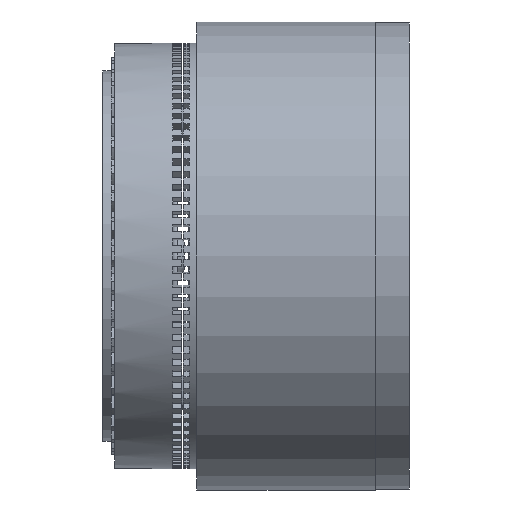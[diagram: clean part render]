
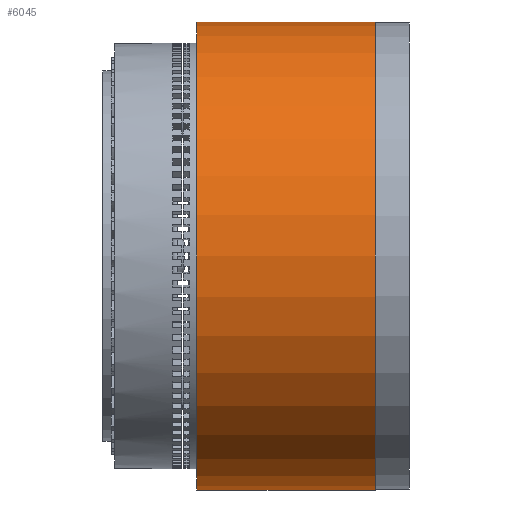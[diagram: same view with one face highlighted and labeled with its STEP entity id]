
A CAD part, front view. The second image highlights one B-rep face of the part: STEP entity #6045.
In plain terms, the highlighted cylindrical face has radius 40.132 mm (diameter 80.264 mm), a partial arc.
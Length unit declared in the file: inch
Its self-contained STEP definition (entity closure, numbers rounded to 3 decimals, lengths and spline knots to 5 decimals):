
#2110 = CARTESIAN_POINT ( 'NONE',  ( 1.206, 0., -1.58 ) ) ;
#3558 = CARTESIAN_POINT ( 'NONE',  ( -0.13433, 0., 1.58 ) ) ;
#3611 = DIRECTION ( 'NONE',  ( -1., 0., 0. ) ) ;
#4173 = DIRECTION ( 'NONE',  ( -1., 0., 0. ) ) ;
#4947 = CARTESIAN_POINT ( 'NONE',  ( -0.13433, 0., -1.58 ) ) ;
#5513 = VERTEX_POINT ( 'NONE', #2110 ) ;
#6045 = ADVANCED_FACE ( 'NONE', ( #17050 ), #15641, .T. ) ;
#7932 = DIRECTION ( 'NONE',  ( 0., 0., 1. ) ) ;
#8252 = DIRECTION ( 'NONE',  ( -1., 0., 0. ) ) ;
#8370 = DIRECTION ( 'NONE',  ( 0., 0., 1. ) ) ;
#8675 = VERTEX_POINT ( 'NONE', #26578 ) ;
#8841 = DIRECTION ( 'NONE',  ( -1., 0., 0. ) ) ;
#9085 = CARTESIAN_POINT ( 'NONE',  ( 1.206, 0., 0. ) ) ;
#9522 = LINE ( 'NONE', #3558, #43967 ) ;
#9923 = CIRCLE ( 'NONE', #29534, 1.58 ) ;
#10144 = CARTESIAN_POINT ( 'NONE',  ( 0., 0., 0. ) ) ;
#14813 = EDGE_LOOP ( 'NONE', ( #46971, #23245, #45627, #53891 ) ) ;
#15246 = CARTESIAN_POINT ( 'NONE',  ( 1.206, 0., 1.58 ) ) ;
#15641 = CYLINDRICAL_SURFACE ( 'NONE', #47807, 1.58 ) ;
#16814 = CARTESIAN_POINT ( 'NONE',  ( 0., 0., 1.58 ) ) ;
#17050 = FACE_OUTER_BOUND ( 'NONE', #14813, .T. ) ;
#23245 = ORIENTED_EDGE ( 'NONE', *, *, #51830, .T. ) ;
#26578 = CARTESIAN_POINT ( 'NONE',  ( 0., 0., -1.58 ) ) ;
#29534 = AXIS2_PLACEMENT_3D ( 'NONE', #9085, #8841, #8370 ) ;
#36959 = CARTESIAN_POINT ( 'NONE',  ( -0.13433, 0., 0. ) ) ;
#40082 = VERTEX_POINT ( 'NONE', #16814 ) ;
#41849 = AXIS2_PLACEMENT_3D ( 'NONE', #10144, #8252, #7932 ) ;
#42874 = VERTEX_POINT ( 'NONE', #15246 ) ;
#43967 = VECTOR ( 'NONE', #3611, 39.37008 ) ;
#45340 = VECTOR ( 'NONE', #4173, 39.37008 ) ;
#45627 = ORIENTED_EDGE ( 'NONE', *, *, #47306, .T. ) ;
#46679 = LINE ( 'NONE', #4947, #45340 ) ;
#46971 = ORIENTED_EDGE ( 'NONE', *, *, #47224, .F. ) ;
#47224 = EDGE_CURVE ( 'NONE', #5513, #8675, #46679, .T. ) ;
#47306 = EDGE_CURVE ( 'NONE', #42874, #40082, #9522, .T. ) ;
#47634 = DIRECTION ( 'NONE',  ( -1., 0., 0. ) ) ;
#47704 = DIRECTION ( 'NONE',  ( 0., 0., 1. ) ) ;
#47807 = AXIS2_PLACEMENT_3D ( 'NONE', #36959, #47634, #47704 ) ;
#48146 = EDGE_CURVE ( 'NONE', #8675, #40082, #49323, .T. ) ;
#49323 = CIRCLE ( 'NONE', #41849, 1.58 ) ;
#51830 = EDGE_CURVE ( 'NONE', #5513, #42874, #9923, .T. ) ;
#53891 = ORIENTED_EDGE ( 'NONE', *, *, #48146, .F. ) ;
